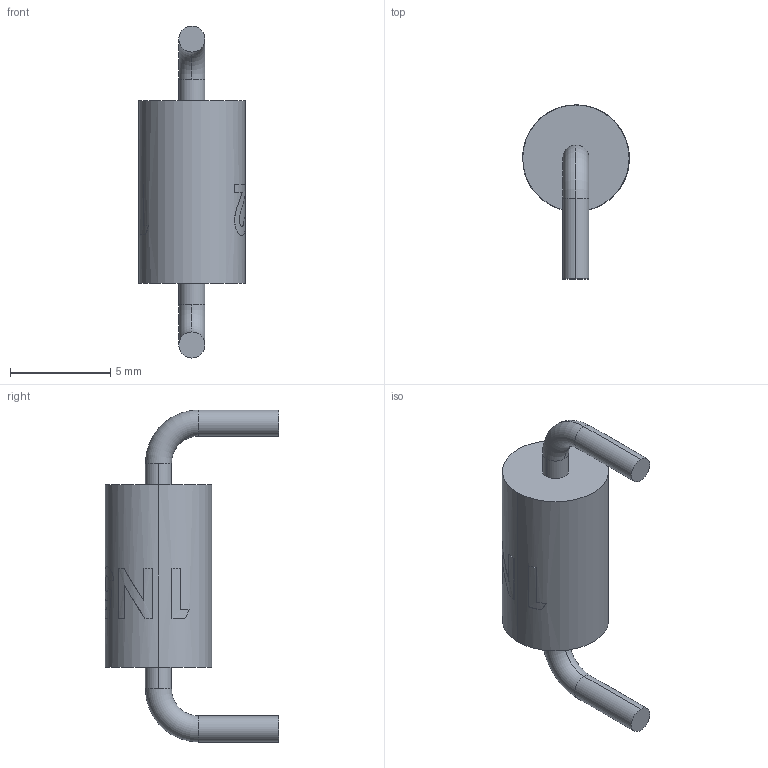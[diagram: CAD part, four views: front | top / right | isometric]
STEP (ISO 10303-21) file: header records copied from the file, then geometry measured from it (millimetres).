
FILE_DESCRIPTION (( 'STEP AP214' ), '1' );
FILE_NAME ('Diodo 1N5822.STEP', '2022-03-31T23:28:11', ( '' ), ( '' ), 'SwSTEP 2.0', 'SolidWorks 2020', '' );
FILE_SCHEMA (( 'AUTOMOTIVE_DESIGN' ));
Length unit declared in the file: inch
Products named in the file (4): Diodo 1N5822.STEP; Corpo^Diodo 1N5822.STEP; Terminais^Diodo 1N5822.STEP; Diodo 1N5822
Assembly tree (4 placements, depth 3):
  Diodo 1N5822
    Diodo 1N5822.STEP
      Terminais^Diodo 1N5822.STEP  x2
      Corpo^Diodo 1N5822.STEP
Bounding box: 5.31 x 8.66 x 16.54 mm (x, y, z)
Volume: 222.7 mm3; surface area: 268.7 mm2
Topology: 3 solids, 3 shells, 101 faces, 257 edges, 170 vertices
Faces by surface type: bspline 46, plane 33, cylinder 18, torus 4
Entity records: 8230 total; most frequent: CARTESIAN_POINT 6099, ORIENTED_EDGE 482, DIRECTION 252, EDGE_CURVE 241, VERTEX_POINT 160, B_SPLINE_CURVE_WITH_KNOTS 147, AXIS2_PLACEMENT_3D 103, EDGE_LOOP 101
